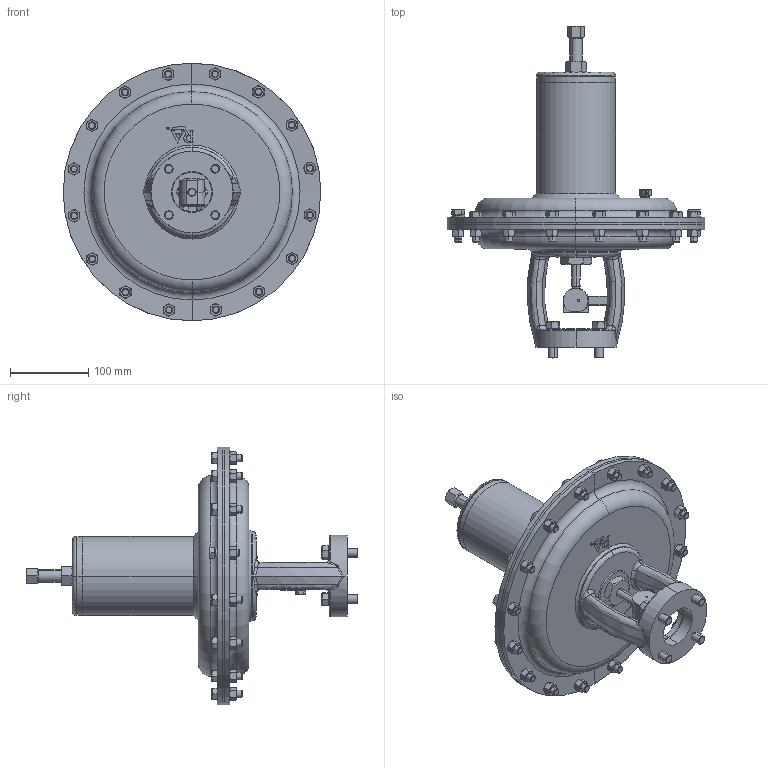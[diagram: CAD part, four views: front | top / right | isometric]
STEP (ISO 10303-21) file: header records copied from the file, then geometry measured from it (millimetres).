
FILE_DESCRIPTION (( 'STEP AP214' ), '1' );
FILE_NAME ('CV0200000007S-EBW.STEP', '2022-11-15T14:03:51', ( '' ), ( '' ), 'SwSTEP 2.0', 'SolidWorks 2019', '' );
FILE_SCHEMA (( 'AUTOMOTIVE_DESIGN' ));
Length unit declared in the file: inch
Products named in the file (1): CV0200000007S-EBW
Bounding box: 330.2 x 425.36 x 330.2 mm (x, y, z)
Volume: 5598578.6 mm3; surface area: 342667.6 mm2
Topology: 1 solids, 1 shells, 1724 faces, 4052 edges, 2432 vertices
Faces by surface type: plane 698, cone 459, bspline 230, cylinder 219, torus 98, sphere 20
Entity records: 71216 total; most frequent: CARTESIAN_POINT 26089, ORIENTED_EDGE 8032, DIRECTION 6878, EDGE_CURVE 4016, AXIS2_PLACEMENT_3D 2651, VERTEX_POINT 2432, EDGE_LOOP 1866, ADVANCED_FACE 1724
